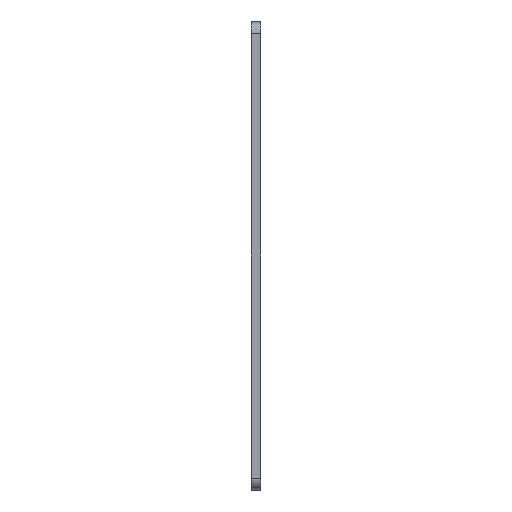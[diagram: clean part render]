
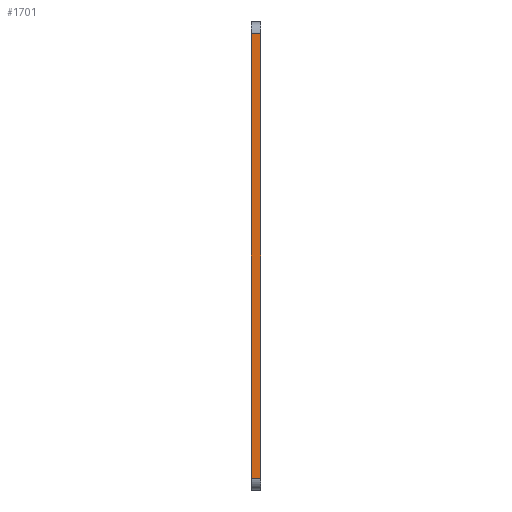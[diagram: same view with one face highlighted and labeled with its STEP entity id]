
A CAD part, left-side view. The second image highlights one B-rep face of the part: STEP entity #1701.
In plain terms, the highlighted planar face has unit normal (-1, 0, 0).
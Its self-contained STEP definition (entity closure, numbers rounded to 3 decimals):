
#42 = EDGE_CURVE ( 'NONE', #1038, #1671, #374, .T. ) ;
#92 = FACE_OUTER_BOUND ( 'NONE', #1812, .T. ) ;
#143 = LINE ( 'NONE', #695, #149 ) ;
#149 = VECTOR ( 'NONE', #991, 1000. ) ;
#182 = VERTEX_POINT ( 'NONE', #704 ) ;
#200 = EDGE_CURVE ( 'NONE', #182, #1604, #143, .T. ) ;
#311 = LINE ( 'NONE', #1831, #1194 ) ;
#320 = CARTESIAN_POINT ( 'NONE',  ( -100., 0., -57. ) ) ;
#374 = LINE ( 'NONE', #1345, #1727 ) ;
#634 = LINE ( 'NONE', #1060, #841 ) ;
#665 = PLANE ( 'NONE',  #1736 ) ;
#692 = DIRECTION ( 'NONE',  ( 0., 0., 1. ) ) ;
#695 = CARTESIAN_POINT ( 'NONE',  ( -100., 2.5, -57. ) ) ;
#704 = CARTESIAN_POINT ( 'NONE',  ( -100., 2.5, -57. ) ) ;
#796 = ORIENTED_EDGE ( 'NONE', *, *, #200, .T. ) ;
#841 = VECTOR ( 'NONE', #1619, 1000. ) ;
#957 = EDGE_CURVE ( 'NONE', #1604, #1038, #634, .T. ) ;
#991 = DIRECTION ( 'NONE',  ( 0., -1., 0. ) ) ;
#1038 = VERTEX_POINT ( 'NONE', #1765 ) ;
#1060 = CARTESIAN_POINT ( 'NONE',  ( -100., 0., -60. ) ) ;
#1077 = CARTESIAN_POINT ( 'NONE',  ( -100., 2.5, 57. ) ) ;
#1091 = ORIENTED_EDGE ( 'NONE', *, *, #957, .T. ) ;
#1194 = VECTOR ( 'NONE', #692, 1000. ) ;
#1345 = CARTESIAN_POINT ( 'NONE',  ( -100., 2.5, 57. ) ) ;
#1347 = DIRECTION ( 'NONE',  ( 0., 0., -1. ) ) ;
#1401 = ORIENTED_EDGE ( 'NONE', *, *, #1421, .F. ) ;
#1421 = EDGE_CURVE ( 'NONE', #182, #1671, #311, .T. ) ;
#1486 = DIRECTION ( 'NONE',  ( 1., 0., 0. ) ) ;
#1568 = ORIENTED_EDGE ( 'NONE', *, *, #42, .T. ) ;
#1604 = VERTEX_POINT ( 'NONE', #320 ) ;
#1619 = DIRECTION ( 'NONE',  ( 0., 0., 1. ) ) ;
#1671 = VERTEX_POINT ( 'NONE', #1077 ) ;
#1701 = ADVANCED_FACE ( 'NONE', ( #92 ), #665, .F. ) ;
#1727 = VECTOR ( 'NONE', #1770, 1000. ) ;
#1736 = AXIS2_PLACEMENT_3D ( 'NONE', #1791, #1486, #1347 ) ;
#1765 = CARTESIAN_POINT ( 'NONE',  ( -100., 0., 57. ) ) ;
#1770 = DIRECTION ( 'NONE',  ( 0., 1., 0. ) ) ;
#1791 = CARTESIAN_POINT ( 'NONE',  ( -100., 2.5, -60. ) ) ;
#1812 = EDGE_LOOP ( 'NONE', ( #1091, #1568, #1401, #796 ) ) ;
#1831 = CARTESIAN_POINT ( 'NONE',  ( -100., 2.5, -60. ) ) ;
